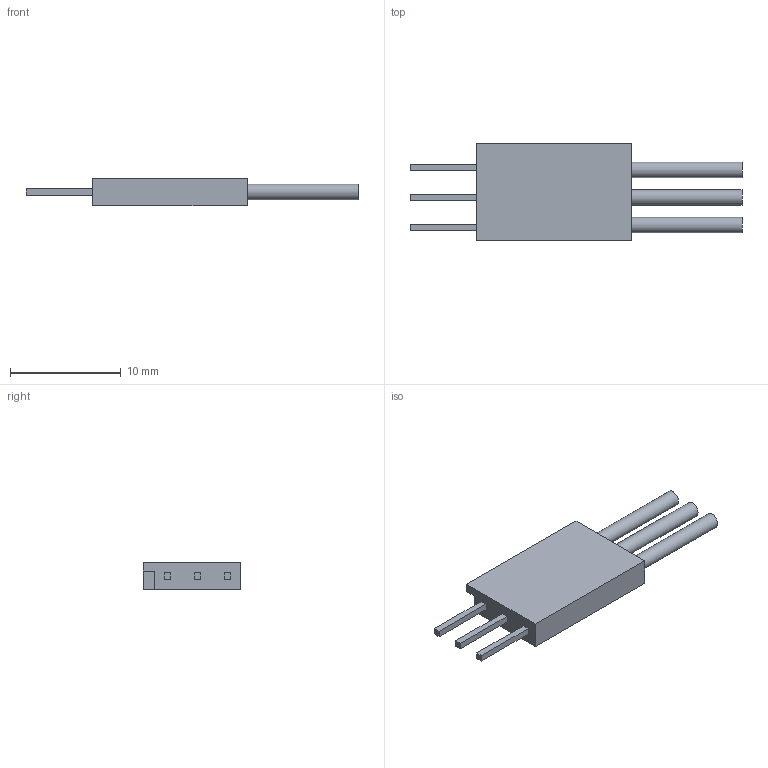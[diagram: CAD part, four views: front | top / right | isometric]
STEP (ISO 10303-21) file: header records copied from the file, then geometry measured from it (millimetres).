
FILE_DESCRIPTION(/* description */ (''),/* implementation_level */ '2;1');
FILE_NAME(/* name */ '3-Wire 6'''' ''''Y'''' Cable Tip-Male.ipt.step',/* time_stamp */ '2020-04-16T23:31:51-04:00',/* author */ ('Jordan'),/* organization */ (''),/* preprocessor_version */ 'ST-DEVELOPER v17',/* originating_system */ 'Autodesk Inventor 2019',/* authorisation */ '');
FILE_SCHEMA (('AUTOMOTIVE_DESIGN { 1 0 10303 214 3 1 1 }'));
Length unit declared in the file: inch
Products named in the file (1): 3-Wire 6'' ''Y'' Cable Tip-Male
Bounding box: 30 x 8.8 x 2.5 mm (x, y, z)
Volume: 338.6 mm3; surface area: 535.5 mm2
Topology: 1 solids, 1 shells, 30 faces, 72 edges, 50 vertices
Faces by surface type: plane 27, cylinder 3
Full cylindrical faces by diameter (mm): 1.4 x3
Entity records: 960 total; most frequent: CARTESIAN_POINT 153, DIRECTION 146, ORIENTED_EDGE 144, EDGE_CURVE 72, LINE 60, VECTOR 60, VERTEX_POINT 50, AXIS2_PLACEMENT_3D 43
